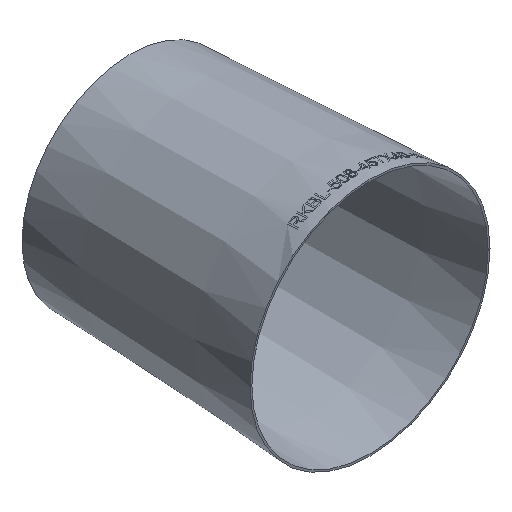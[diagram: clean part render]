
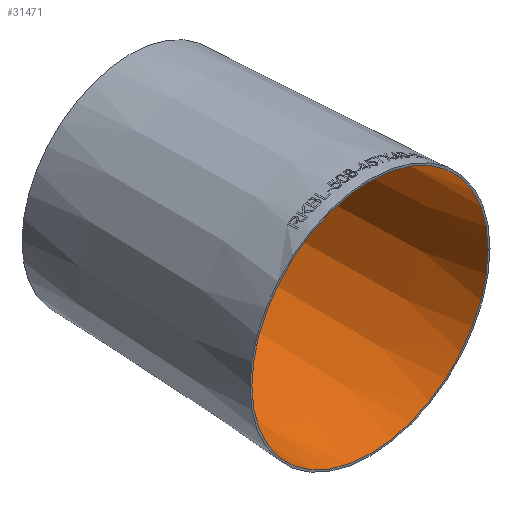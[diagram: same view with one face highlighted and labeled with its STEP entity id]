
A CAD part, isometric view. The second image highlights one B-rep face of the part: STEP entity #31471.
In plain terms, the highlighted conical face has half-angle 2.862 degrees and reference radius 249.995 mm.
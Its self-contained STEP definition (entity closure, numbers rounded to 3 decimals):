
#146 = AXIS2_PLACEMENT_3D ( 'NONE', #12149, #8535, #15358 ) ;
#5227 = DIRECTION ( 'NONE',  ( 0., -1., 0. ) ) ;
#5726 = EDGE_CURVE ( 'NONE', #11619, #11619, #8272, .T. ) ;
#7574 = EDGE_LOOP ( 'NONE', ( #38781 ) ) ;
#8272 = CIRCLE ( 'NONE', #19793, 224.595 ) ;
#8535 = DIRECTION ( 'NONE',  ( 0., -1., 0. ) ) ;
#9377 = DIRECTION ( 'NONE',  ( 0., -1., 0. ) ) ;
#11619 = VERTEX_POINT ( 'NONE', #27280 ) ;
#11691 = EDGE_CURVE ( 'NONE', #14435, #14435, #36445, .T. ) ;
#11766 = FACE_BOUND ( 'NONE', #36962, .T. ) ;
#12149 = CARTESIAN_POINT ( 'NONE',  ( 0., 0., 0. ) ) ;
#14435 = VERTEX_POINT ( 'NONE', #39454 ) ;
#14965 = FACE_OUTER_BOUND ( 'NONE', #7574, .T. ) ;
#15358 = DIRECTION ( 'NONE',  ( 0., 0., -1. ) ) ;
#16845 = CONICAL_SURFACE ( 'NONE', #146, 249.995, 0.05 ) ;
#17744 = AXIS2_PLACEMENT_3D ( 'NONE', #29759, #5227, #23899 ) ;
#19793 = AXIS2_PLACEMENT_3D ( 'NONE', #27691, #9377, #36296 ) ;
#23899 = DIRECTION ( 'NONE',  ( 0., 0., -1. ) ) ;
#27280 = CARTESIAN_POINT ( 'NONE',  ( 0., 508., -224.595 ) ) ;
#27691 = CARTESIAN_POINT ( 'NONE',  ( 0., 508., 0. ) ) ;
#29759 = CARTESIAN_POINT ( 'NONE',  ( 0., 0., 0. ) ) ;
#31471 = ADVANCED_FACE ( 'NONE', ( #11766, #14965 ), #16845, .F. ) ;
#36296 = DIRECTION ( 'NONE',  ( 0., 0., -1. ) ) ;
#36445 = CIRCLE ( 'NONE', #17744, 249.995 ) ;
#36962 = EDGE_LOOP ( 'NONE', ( #37771 ) ) ;
#37771 = ORIENTED_EDGE ( 'NONE', *, *, #5726, .F. ) ;
#38781 = ORIENTED_EDGE ( 'NONE', *, *, #11691, .T. ) ;
#39454 = CARTESIAN_POINT ( 'NONE',  ( 0., 0., -249.995 ) ) ;
